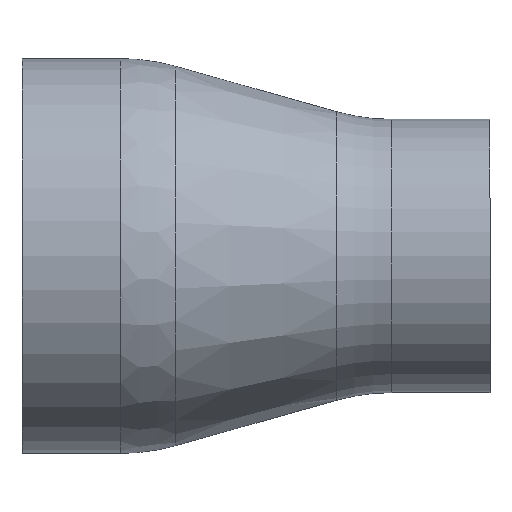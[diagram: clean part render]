
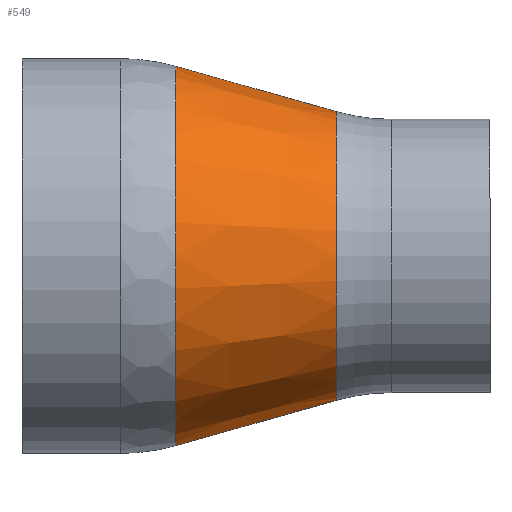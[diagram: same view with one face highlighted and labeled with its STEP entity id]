
A CAD part, top view. The second image highlights one B-rep face of the part: STEP entity #549.
In plain terms, the highlighted conical face has half-angle 15.796 degrees and reference radius 23.186 mm.
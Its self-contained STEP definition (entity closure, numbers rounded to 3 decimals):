
#16 = VERTEX_POINT ( 'NONE', #428 ) ;
#50 = EDGE_CURVE ( 'NONE', #75, #244, #120, .T. ) ;
#53 = VERTEX_POINT ( 'NONE', #451 ) ;
#54 = DIRECTION ( 'NONE',  ( -0.962, 0.272, 0. ) ) ;
#67 = EDGE_CURVE ( 'NONE', #16, #53, #336, .T. ) ;
#75 = VERTEX_POINT ( 'NONE', #304 ) ;
#85 = DIRECTION ( 'NONE',  ( 0., 1., 0. ) ) ;
#97 = CARTESIAN_POINT ( 'NONE',  ( -9.795, -23.186, 0. ) ) ;
#99 = VECTOR ( 'NONE', #344, 1000. ) ;
#120 = CIRCLE ( 'NONE', #303, 23.186 ) ;
#170 = EDGE_CURVE ( 'NONE', #16, #75, #364, .T. ) ;
#178 = DIRECTION ( 'NONE',  ( 1., 0., 0. ) ) ;
#183 = AXIS2_PLACEMENT_3D ( 'NONE', #541, #178, #85 ) ;
#205 = VECTOR ( 'NONE', #54, 1000. ) ;
#218 = EDGE_CURVE ( 'NONE', #53, #244, #442, .T. ) ;
#234 = CARTESIAN_POINT ( 'NONE',  ( -9.795, 0., 0. ) ) ;
#244 = VERTEX_POINT ( 'NONE', #97 ) ;
#254 = ORIENTED_EDGE ( 'NONE', *, *, #50, .T. ) ;
#263 = ORIENTED_EDGE ( 'NONE', *, *, #67, .F. ) ;
#270 = AXIS2_PLACEMENT_3D ( 'NONE', #234, #493, #435 ) ;
#289 = DIRECTION ( 'NONE',  ( 0., 1., 0. ) ) ;
#303 = AXIS2_PLACEMENT_3D ( 'NONE', #647, #441, #289 ) ;
#304 = CARTESIAN_POINT ( 'NONE',  ( -9.795, 23.186, 0. ) ) ;
#336 = CIRCLE ( 'NONE', #183, 17.644 ) ;
#344 = DIRECTION ( 'NONE',  ( -0.962, -0.272, 0. ) ) ;
#364 = LINE ( 'NONE', #569, #205 ) ;
#385 = CARTESIAN_POINT ( 'NONE',  ( -9.795, -23.186, 0. ) ) ;
#407 = EDGE_LOOP ( 'NONE', ( #263, #453, #254, #468 ) ) ;
#428 = CARTESIAN_POINT ( 'NONE',  ( 9.795, 17.644, 0. ) ) ;
#435 = DIRECTION ( 'NONE',  ( 0., -1., 0. ) ) ;
#440 = FACE_OUTER_BOUND ( 'NONE', #407, .T. ) ;
#441 = DIRECTION ( 'NONE',  ( 1., 0., 0. ) ) ;
#442 = LINE ( 'NONE', #385, #99 ) ;
#451 = CARTESIAN_POINT ( 'NONE',  ( 9.795, -17.644, 0. ) ) ;
#453 = ORIENTED_EDGE ( 'NONE', *, *, #170, .T. ) ;
#468 = ORIENTED_EDGE ( 'NONE', *, *, #218, .F. ) ;
#493 = DIRECTION ( 'NONE',  ( -1., 0., 0. ) ) ;
#527 = CONICAL_SURFACE ( 'NONE', #270, 23.186, 0.276 ) ;
#541 = CARTESIAN_POINT ( 'NONE',  ( 9.795, 0., 0. ) ) ;
#549 = ADVANCED_FACE ( 'NONE', ( #440 ), #527, .T. ) ;
#569 = CARTESIAN_POINT ( 'NONE',  ( -9.795, 23.186, 0. ) ) ;
#647 = CARTESIAN_POINT ( 'NONE',  ( -9.795, 0., 0. ) ) ;
